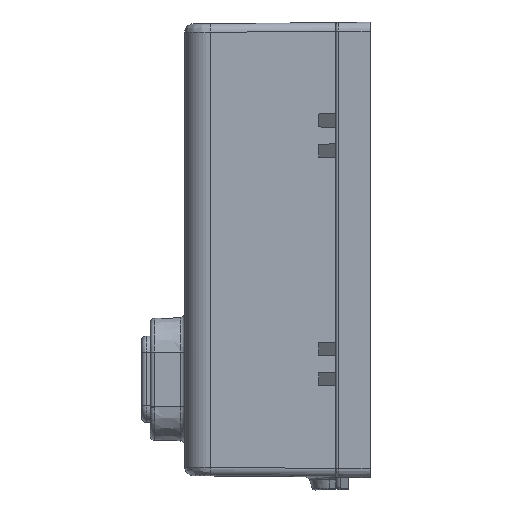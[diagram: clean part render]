
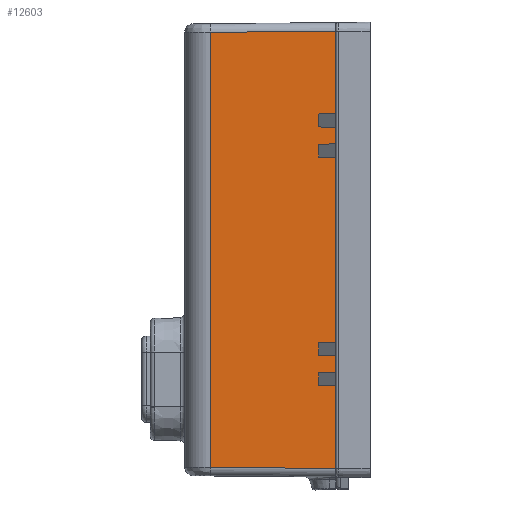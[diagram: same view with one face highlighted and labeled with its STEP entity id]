
A CAD part, left-side view. The second image highlights one B-rep face of the part: STEP entity #12603.
In plain terms, the highlighted planar face has unit normal (-1, 0.009, 0).
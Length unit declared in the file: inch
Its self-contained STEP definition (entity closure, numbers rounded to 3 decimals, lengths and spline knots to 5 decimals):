
#1029=PLANE('',#13897);
#1945=FACE_OUTER_BOUND('',#2720,.T.);
#2720=EDGE_LOOP('',(#11397,#11398,#11399,#11400));
#3623=LINE('',#27042,#4599);
#3631=LINE('',#27153,#4607);
#3649=LINE('',#27834,#4625);
#3680=LINE('',#27969,#4656);
#4599=VECTOR('',#16719,0.57194);
#4607=VECTOR('',#16755,1.99607);
#4625=VECTOR('',#16893,0.57194);
#4656=VECTOR('',#17032,1.98608);
#6280=VERTEX_POINT('',#27038);
#6281=VERTEX_POINT('',#27040);
#6295=VERTEX_POINT('',#27151);
#6317=VERTEX_POINT('',#27800);
#7925=EDGE_CURVE('',#6280,#6281,#3623,.T.);
#7947=EDGE_CURVE('',#6295,#6281,#3631,.T.);
#8004=EDGE_CURVE('',#6295,#6317,#3649,.T.);
#8052=EDGE_CURVE('',#6317,#6280,#3680,.T.);
#11397=ORIENTED_EDGE('',*,*,#7947,.F.);
#11398=ORIENTED_EDGE('',*,*,#8004,.T.);
#11399=ORIENTED_EDGE('',*,*,#8052,.T.);
#11400=ORIENTED_EDGE('',*,*,#7925,.T.);
#12603=ADVANCED_FACE('',(#1945),#1029,.T.);
#13897=AXIS2_PLACEMENT_3D('',#27968,#17030,#17031);
#16719=DIRECTION('',(-0.009,-1.,-0.009));
#16755=DIRECTION('',(0.,0.,-1.));
#16893=DIRECTION('',(0.009,1.,-0.009));
#17030=DIRECTION('center_axis',(-1.,0.009,
0.));
#17031=DIRECTION('ref_axis',(0.,0.,1.));
#17032=DIRECTION('',(0.,0.,-1.));
#27038=CARTESIAN_POINT('',(-0.53635,0.72938,-0.99304));
#27040=CARTESIAN_POINT('',(-0.54134,0.15748,-0.99803));
#27042=CARTESIAN_POINT('',(-0.53635,0.72938,-0.99304));
#27151=CARTESIAN_POINT('',(-0.54134,0.15748,0.99803));
#27153=CARTESIAN_POINT('',(-0.54134,0.15748,0.99803));
#27800=CARTESIAN_POINT('',(-0.53635,0.72938,0.99304));
#27834=CARTESIAN_POINT('',(-0.54134,0.15748,0.99803));
#27968=CARTESIAN_POINT('Origin',(-0.54134,0.15748,-1.07703));
#27969=CARTESIAN_POINT('',(-0.53635,0.72938,0.99304));
